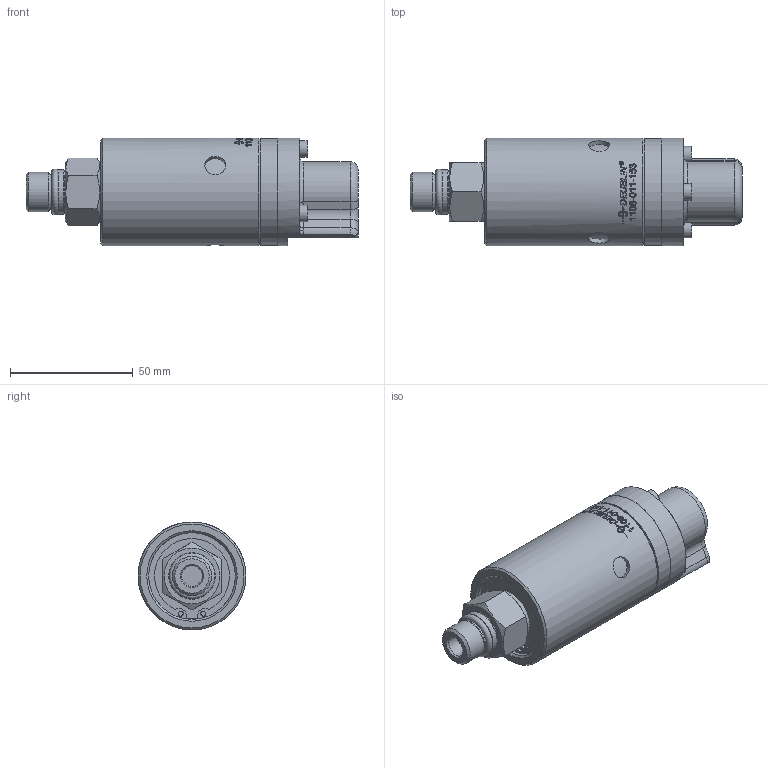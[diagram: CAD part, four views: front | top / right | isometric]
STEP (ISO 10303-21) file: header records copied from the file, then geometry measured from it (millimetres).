
FILE_DESCRIPTION((''),'2;1');
FILE_NAME('1108-011-153-IC.stp','2012-07-19T11:24:01',('cdunkel'),(''),'Autodesk Inventor 2011','Autodesk Inventor 2011','');
FILE_SCHEMA(('AUTOMOTIVE_DESIGN { 1 2 10303 214 0 1 1 1 }'));
Length unit declared in the file: millimetre
Products named in the file (1): 1108-011-153-IC
Bounding box: 135.19 x 43.9 x 43.9 mm (x, y, z)
Volume: 132148.7 mm3; surface area: 25696.5 mm2
Topology: 2 solids, 7 shells, 492 faces, 1265 edges, 833 vertices
Faces by surface type: plane 251, bspline 120, cylinder 88, torus 20, cone 13
Full cylindrical faces by diameter (mm): 1.981 x2, 4.166 x3, 4.7 x3, 6.858 x3, 7.2 x3, 8.5 x1, 8.6 x3, 13.5 x2, 15.376 x1, 16 x1, 17 x1, 17.991 x1, 18.16 x1, 21.4 x1, 35.25 x1, 43.6 x1, 43.76 x1, 43.9 x1
Entity records: 17463 total; most frequent: CARTESIAN_POINT 6149, ORIENTED_EDGE 2388, DIRECTION 2089, EDGE_CURVE 1194, AXIS2_PLACEMENT_3D 822, VERTEX_POINT 813, EDGE_LOOP 601, FACE_OUTER_BOUND 490
